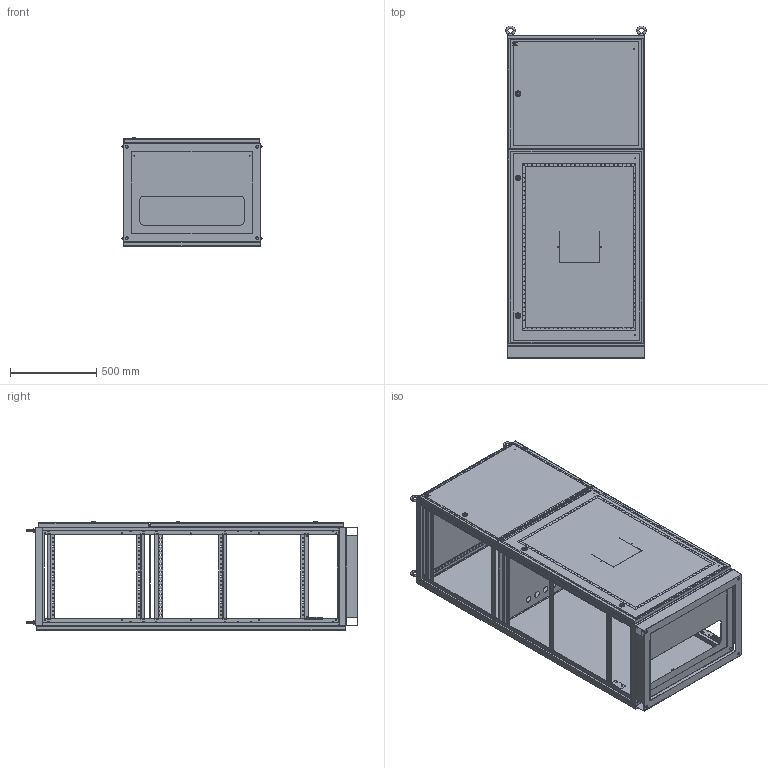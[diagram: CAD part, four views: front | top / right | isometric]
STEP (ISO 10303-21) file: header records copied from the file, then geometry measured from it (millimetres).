
FILE_DESCRIPTION (( 'STEP AP214' ), '1' );
FILE_NAME ('YKM2-C3-1886-54 Øêàô íàïîëüíûé öåëüíîñâàðíîé ÂÐÓ-2 18.80.60 IP54 TITAN.STEP', '2016-09-22T07:44:38', ( 'user' ), ( '' ), 'SwSTEP 2.0', 'SolidWorks 2014', '' );
FILE_SCHEMA (( 'AUTOMOTIVE_DESIGN' ));
Length unit declared in the file: millimetre
Products named in the file (6): Öîêîëü äëÿ ÂÐÓ 800õ600; Ñòåíêà çàäíÿÿ äëÿ ÂÐÓ-õ 1800õ800 IP54; Äâåðü ó÷¸òíîãî îòñåêà 800 IP54; Äâåðü äëÿ ÂÐÓ-2 1800õ800 IP54; Îáîëî÷êà ÂÐÓ-2 1800õ800õ600 IP31; YKM2-C3-1886-54 Øêàô íàïîëüíûé öåëüíîñâàðíîé ÂÐÓ-2 18.80.60 IP54 TITAN
Assembly tree (5 placements, depth 2):
  YKM2-C3-1886-54 Øêàô íàïîëüíûé öåëüíîñâàðíîé ÂÐÓ-2 18.80.60 IP54 TITAN
    Îáîëî÷êà ÂÐÓ-2 1800õ800õ600 IP31
    Äâåðü äëÿ ÂÐÓ-2 1800õ800 IP54
    Äâåðü ó÷¸òíîãî îòñåêà 800 IP54
    Ñòåíêà çàäíÿÿ äëÿ ÂÐÓ-õ 1800õ800 IP54
    Öîêîëü äëÿ ÂÐÓ 800õ600
Bounding box: 814 x 1926 x 627.5 mm (x, y, z)
Volume: 11081927.6 mm3; surface area: 12868238.5 mm2
Topology: 27 solids, 27 shells, 3201 faces, 8555 edges, 5582 vertices
Faces by surface type: plane 2248, cylinder 742, cone 142, bspline 39, torus 22, sphere 8
Entity records: 102810 total; most frequent: CARTESIAN_POINT 19539, ORIENTED_EDGE 17110, DIRECTION 16278, EDGE_CURVE 8555, VECTOR 6436, LINE 6436, VERTEX_POINT 5582, AXIS2_PLACEMENT_3D 4921
